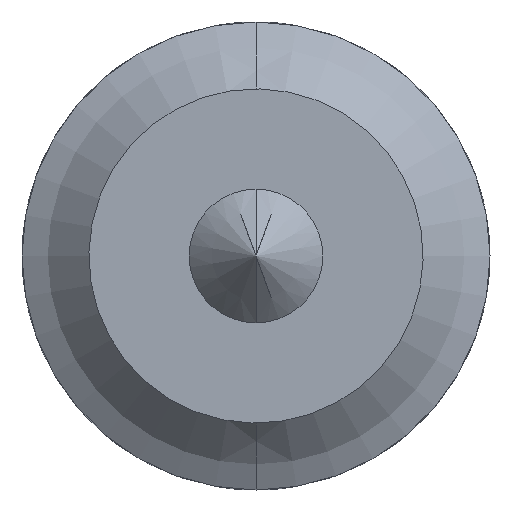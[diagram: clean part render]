
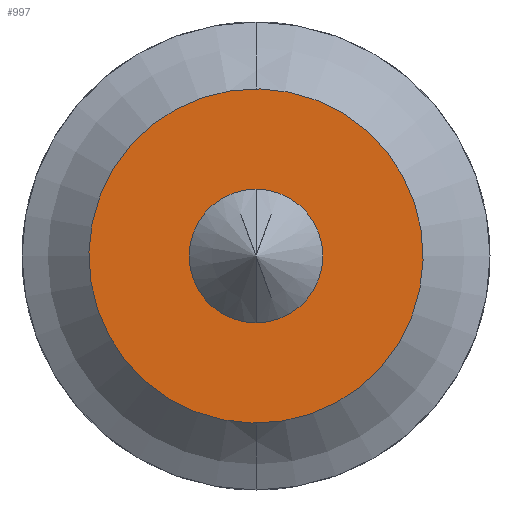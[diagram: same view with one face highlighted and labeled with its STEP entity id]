
A CAD part, front view. The second image highlights one B-rep face of the part: STEP entity #997.
In plain terms, the highlighted planar face has unit normal (0, -1, 0).
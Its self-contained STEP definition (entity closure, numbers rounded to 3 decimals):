
#63 = VERTEX_POINT ( 'NONE', #301 ) ;
#64 = VERTEX_POINT ( 'NONE', #304 ) ;
#67 = VERTEX_POINT ( 'NONE', #323 ) ;
#68 = VERTEX_POINT ( 'NONE', #324 ) ;
#71 = EDGE_LOOP ( 'NONE', ( #199, #204 ) ) ;
#78 = EDGE_LOOP ( 'NONE', ( #210, #211 ) ) ;
#129 = CIRCLE ( 'NONE', #179, 1.75 ) ;
#132 = AXIS2_PLACEMENT_3D ( 'NONE', #377, #378, #379 ) ;
#137 = AXIS2_PLACEMENT_3D ( 'NONE', #388, #389, #390 ) ;
#138 = AXIS2_PLACEMENT_3D ( 'NONE', #393, #394, #395 ) ;
#178 = CIRCLE ( 'NONE', #137, 1.75 ) ;
#179 = AXIS2_PLACEMENT_3D ( 'NONE', #370, #371, #372 ) ;
#180 = CIRCLE ( 'NONE', #132, 5. ) ;
#183 = CIRCLE ( 'NONE', #138, 5. ) ;
#199 = ORIENTED_EDGE ( 'NONE', *, *, #946, .F. ) ;
#204 = ORIENTED_EDGE ( 'NONE', *, *, #940, .F. ) ;
#210 = ORIENTED_EDGE ( 'NONE', *, *, #937, .T. ) ;
#211 = ORIENTED_EDGE ( 'NONE', *, *, #944, .T. ) ;
#301 = CARTESIAN_POINT ( 'NONE',  ( 0., 0., 1.75 ) ) ;
#304 = CARTESIAN_POINT ( 'NONE',  ( 0., 0., -1.75 ) ) ;
#323 = CARTESIAN_POINT ( 'NONE',  ( 0., 0., 5. ) ) ;
#324 = CARTESIAN_POINT ( 'NONE',  ( 0., 0., -5. ) ) ;
#370 = CARTESIAN_POINT ( 'NONE',  ( 0., 0., 0. ) ) ;
#371 = DIRECTION ( 'NONE',  ( 0., 1., 0. ) ) ;
#372 = DIRECTION ( 'NONE',  ( 0., 0., 1. ) ) ;
#377 = CARTESIAN_POINT ( 'NONE',  ( 0., 0., 0. ) ) ;
#378 = DIRECTION ( 'NONE',  ( 0., 1., 0. ) ) ;
#379 = DIRECTION ( 'NONE',  ( 0., 0., 1. ) ) ;
#388 = CARTESIAN_POINT ( 'NONE',  ( 0., 0., 0. ) ) ;
#389 = DIRECTION ( 'NONE',  ( 0., 1., 0. ) ) ;
#390 = DIRECTION ( 'NONE',  ( 0., 0., 1. ) ) ;
#393 = CARTESIAN_POINT ( 'NONE',  ( 0., 0., 0. ) ) ;
#394 = DIRECTION ( 'NONE',  ( 0., 1., 0. ) ) ;
#395 = DIRECTION ( 'NONE',  ( 0., 0., 1. ) ) ;
#524 = AXIS2_PLACEMENT_3D ( 'NONE', #815, #816, #817 ) ;
#601 = FACE_OUTER_BOUND ( 'NONE', #71, .T. ) ;
#602 = FACE_BOUND ( 'NONE', #78, .T. ) ;
#814 = PLANE ( 'NONE',  #524 ) ;
#815 = CARTESIAN_POINT ( 'NONE',  ( 0., 0., 0. ) ) ;
#816 = DIRECTION ( 'NONE',  ( 0., 1., 0. ) ) ;
#817 = DIRECTION ( 'NONE',  ( 0., 0., 1. ) ) ;
#937 = EDGE_CURVE ( 'NONE', #64, #63, #129, .T. ) ;
#940 = EDGE_CURVE ( 'NONE', #67, #68, #180, .T. ) ;
#944 = EDGE_CURVE ( 'NONE', #63, #64, #178, .T. ) ;
#946 = EDGE_CURVE ( 'NONE', #68, #67, #183, .T. ) ;
#997 = ADVANCED_FACE ( 'NONE', ( #601, #602 ), #814, .F. ) ;
